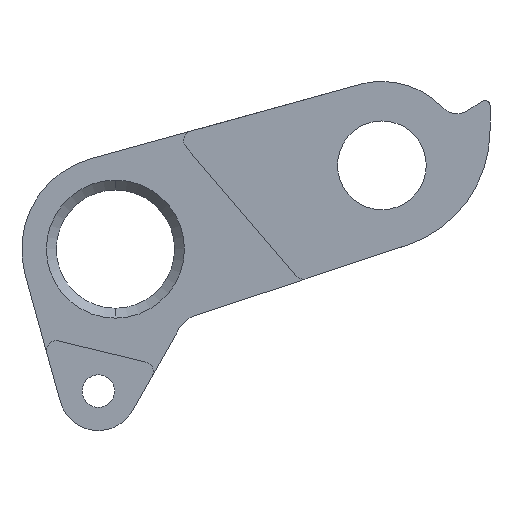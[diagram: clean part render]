
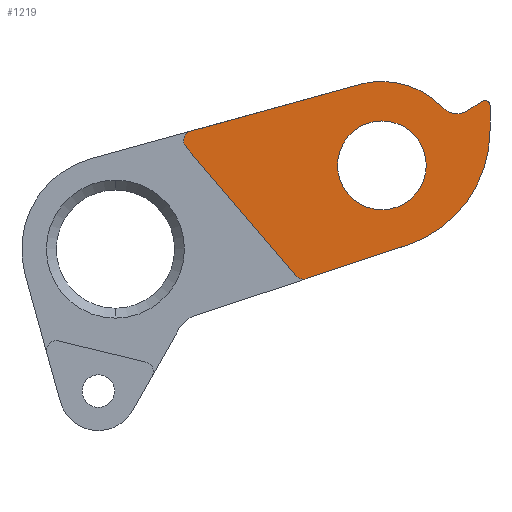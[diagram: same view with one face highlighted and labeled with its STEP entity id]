
A CAD part, left-side view. The second image highlights one B-rep face of the part: STEP entity #1219.
In plain terms, the highlighted planar face has unit normal (-1, 0, 0).
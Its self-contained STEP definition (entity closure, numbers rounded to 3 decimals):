
#8 = CARTESIAN_POINT ( 'NONE',  ( -3.9, -37.478, 14.574 ) ) ;
#28 = DIRECTION ( 'NONE',  ( 0., 0., -1. ) ) ;
#29 = ORIENTED_EDGE ( 'NONE', *, *, #989, .F. ) ;
#31 = EDGE_CURVE ( 'NONE', #1273, #468, #1280, .T. ) ;
#50 = DIRECTION ( 'NONE',  ( 0., 0., -1. ) ) ;
#51 = EDGE_CURVE ( 'NONE', #226, #308, #608, .T. ) ;
#54 = CARTESIAN_POINT ( 'NONE',  ( -3.9, -24.463, 16.608 ) ) ;
#69 = ORIENTED_EDGE ( 'NONE', *, *, #150, .T. ) ;
#73 = CARTESIAN_POINT ( 'NONE',  ( -3.9, -35.707, 14.038 ) ) ;
#85 = DIRECTION ( 'NONE',  ( 0., -0.964, 0.266 ) ) ;
#94 = VECTOR ( 'NONE', #665, 1000. ) ;
#143 = DIRECTION ( 'NONE',  ( 0., 0., -1. ) ) ;
#149 = DIRECTION ( 'NONE',  ( -1., 0., 0. ) ) ;
#150 = EDGE_CURVE ( 'NONE', #678, #1278, #1051, .T. ) ;
#175 = VECTOR ( 'NONE', #1128, 1000. ) ;
#177 = DIRECTION ( 'NONE',  ( -1., 0., 0. ) ) ;
#179 = CARTESIAN_POINT ( 'NONE',  ( -3.9, -33.182, 14.349 ) ) ;
#187 = EDGE_CURVE ( 'NONE', #929, #1278, #433, .T. ) ;
#205 = EDGE_CURVE ( 'NONE', #392, #495, #349, .T. ) ;
#210 = CIRCLE ( 'NONE', #412, 2. ) ;
#212 = DIRECTION ( 'NONE',  ( 1., 0., 0. ) ) ;
#226 = VERTEX_POINT ( 'NONE', #734 ) ;
#227 = DIRECTION ( 'NONE',  ( 0., 0., -1. ) ) ;
#235 = DIRECTION ( 'NONE',  ( -1., 0., 0. ) ) ;
#245 = CARTESIAN_POINT ( 'NONE',  ( -3.9, -27.014, 8.5 ) ) ;
#251 = CARTESIAN_POINT ( 'NONE',  ( -3.9, -25.699, 12.046 ) ) ;
#297 = CARTESIAN_POINT ( 'NONE',  ( -3.9, -24.463, 16.608 ) ) ;
#307 = CARTESIAN_POINT ( 'NONE',  ( -3.9, -25.699, 12.046 ) ) ;
#308 = VERTEX_POINT ( 'NONE', #1110 ) ;
#316 = VECTOR ( 'NONE', #573, 1000. ) ;
#323 = VERTEX_POINT ( 'NONE', #1130 ) ;
#340 = CARTESIAN_POINT ( 'NONE',  ( -3.9, -27.014, 8.5 ) ) ;
#348 = DIRECTION ( 'NONE',  ( -1., 0., 0. ) ) ;
#349 = CIRCLE ( 'NONE', #1093, 0.5 ) ;
#365 = ORIENTED_EDGE ( 'NONE', *, *, #31, .T. ) ;
#371 = CARTESIAN_POINT ( 'NONE',  ( -3.9, -6.148, 11.552 ) ) ;
#384 = ORIENTED_EDGE ( 'NONE', *, *, #745, .F. ) ;
#392 = VERTEX_POINT ( 'NONE', #1164 ) ;
#394 = DIRECTION ( 'NONE',  ( 0., 0., -1. ) ) ;
#406 = CARTESIAN_POINT ( 'NONE',  ( -3.9, -18.285, -2.693 ) ) ;
#412 = AXIS2_PLACEMENT_3D ( 'NONE', #435, #429, #754 ) ;
#416 = ORIENTED_EDGE ( 'NONE', *, *, #1018, .T. ) ;
#429 = DIRECTION ( 'NONE',  ( -1., 0., 0. ) ) ;
#430 = EDGE_CURVE ( 'NONE', #308, #226, #990, .T. ) ;
#433 = LINE ( 'NONE', #841, #175 ) ;
#435 = CARTESIAN_POINT ( 'NONE',  ( -3.9, -34.633, 15.725 ) ) ;
#445 = ORIENTED_EDGE ( 'NONE', *, *, #700, .F. ) ;
#446 = CARTESIAN_POINT ( 'NONE',  ( -3.9, -7.927, 11.006 ) ) ;
#455 = CARTESIAN_POINT ( 'NONE',  ( -3.9, -19.046, -2.044 ) ) ;
#462 = DIRECTION ( 'NONE',  ( 0., 0., -1. ) ) ;
#468 = VERTEX_POINT ( 'NONE', #548 ) ;
#469 = EDGE_CURVE ( 'NONE', #1166, #1061, #1176, .T. ) ;
#495 = VERTEX_POINT ( 'NONE', #866 ) ;
#500 = DIRECTION ( 'NONE',  ( 0., 0., -1. ) ) ;
#516 = CARTESIAN_POINT ( 'NONE',  ( -3.9, -37.209, 14.995 ) ) ;
#531 = CARTESIAN_POINT ( 'NONE',  ( -3.9, -29.565, 0.392 ) ) ;
#548 = CARTESIAN_POINT ( 'NONE',  ( -3.9, -7.166, 10.358 ) ) ;
#569 = VERTEX_POINT ( 'NONE', #179 ) ;
#573 = DIRECTION ( 'NONE',  ( 0., -0.843, 0.537 ) ) ;
#579 = CARTESIAN_POINT ( 'NONE',  ( -3.9, -27.014, 17. ) ) ;
#589 = AXIS2_PLACEMENT_3D ( 'NONE', #455, #149, #462 ) ;
#594 = LINE ( 'NONE', #1177, #316 ) ;
#603 = LINE ( 'NONE', #297, #1171 ) ;
#607 = CARTESIAN_POINT ( 'NONE',  ( -3.9, -27.014, 8.5 ) ) ;
#608 = CIRCLE ( 'NONE', #1138, 4.5 ) ;
#616 = ORIENTED_EDGE ( 'NONE', *, *, #205, .T. ) ;
#621 = ORIENTED_EDGE ( 'NONE', *, *, #430, .F. ) ;
#640 = AXIS2_PLACEMENT_3D ( 'NONE', #307, #212, #1126 ) ;
#655 = DIRECTION ( 'NONE',  ( 0., 0., 1. ) ) ;
#656 = DIRECTION ( 'NONE',  ( 1., 0., 0. ) ) ;
#665 = DIRECTION ( 'NONE',  ( 0., 0.649, 0.761 ) ) ;
#669 = AXIS2_PLACEMENT_3D ( 'NONE', #245, #656, #1059 ) ;
#670 = EDGE_CURVE ( 'NONE', #1273, #1166, #603, .T. ) ;
#674 = LINE ( 'NONE', #371, #94 ) ;
#677 = EDGE_CURVE ( 'NONE', #392, #323, #1199, .T. ) ;
#678 = VERTEX_POINT ( 'NONE', #406 ) ;
#700 = EDGE_CURVE ( 'NONE', #1288, #1304, #594, .T. ) ;
#707 = ORIENTED_EDGE ( 'NONE', *, *, #670, .F. ) ;
#734 = CARTESIAN_POINT ( 'NONE',  ( -3.9, -27.014, 4. ) ) ;
#745 = EDGE_CURVE ( 'NONE', #678, #468, #674, .T. ) ;
#754 = DIRECTION ( 'NONE',  ( 0., 0., -1. ) ) ;
#762 = ORIENTED_EDGE ( 'NONE', *, *, #469, .F. ) ;
#765 = EDGE_CURVE ( 'NONE', #1061, #569, #850, .T. ) ;
#782 = EDGE_CURVE ( 'NONE', #323, #929, #1209, .T. ) ;
#822 = AXIS2_PLACEMENT_3D ( 'NONE', #446, #1038, #227 ) ;
#841 = CARTESIAN_POINT ( 'NONE',  ( -3.9, -29.565, 0.392 ) ) ;
#850 = CIRCLE ( 'NONE', #981, 8.5 ) ;
#851 = CIRCLE ( 'NONE', #919, 0.5 ) ;
#866 = CARTESIAN_POINT ( 'NONE',  ( -3.9, -37.478, 15.074 ) ) ;
#899 = AXIS2_PLACEMENT_3D ( 'NONE', #340, #348, #1145 ) ;
#919 = AXIS2_PLACEMENT_3D ( 'NONE', #934, #937, #28 ) ;
#927 = DIRECTION ( 'NONE',  ( 1., 0., 0. ) ) ;
#929 = VERTEX_POINT ( 'NONE', #531 ) ;
#934 = CARTESIAN_POINT ( 'NONE',  ( -3.9, -37.478, 14.574 ) ) ;
#937 = DIRECTION ( 'NONE',  ( -1., 0., 0. ) ) ;
#947 = CARTESIAN_POINT ( 'NONE',  ( -3.9, -27.014, 8.5 ) ) ;
#972 = ORIENTED_EDGE ( 'NONE', *, *, #187, .F. ) ;
#981 = AXIS2_PLACEMENT_3D ( 'NONE', #607, #927, #500 ) ;
#986 = DIRECTION ( 'NONE',  ( 1., 0., 0. ) ) ;
#989 = EDGE_CURVE ( 'NONE', #569, #1288, #210, .T. ) ;
#990 = CIRCLE ( 'NONE', #899, 4.5 ) ;
#999 = CARTESIAN_POINT ( 'NONE',  ( -3.9, -19.361, -2.993 ) ) ;
#1006 = AXIS2_PLACEMENT_3D ( 'NONE', #251, #986, #143 ) ;
#1018 = EDGE_CURVE ( 'NONE', #495, #1304, #851, .T. ) ;
#1038 = DIRECTION ( 'NONE',  ( -1., 0., 0. ) ) ;
#1051 = CIRCLE ( 'NONE', #589, 1. ) ;
#1059 = DIRECTION ( 'NONE',  ( 0., 0., -1. ) ) ;
#1061 = VERTEX_POINT ( 'NONE', #579 ) ;
#1082 = FACE_OUTER_BOUND ( 'NONE', #1228, .T. ) ;
#1091 = ORIENTED_EDGE ( 'NONE', *, *, #51, .F. ) ;
#1093 = AXIS2_PLACEMENT_3D ( 'NONE', #8, #177, #50 ) ;
#1110 = CARTESIAN_POINT ( 'NONE',  ( -3.9, -27.014, 13. ) ) ;
#1126 = DIRECTION ( 'NONE',  ( 0., 0., -1. ) ) ;
#1128 = DIRECTION ( 'NONE',  ( 0., 0.949, -0.315 ) ) ;
#1130 = CARTESIAN_POINT ( 'NONE',  ( -3.9, -37.978, 12.046 ) ) ;
#1138 = AXIS2_PLACEMENT_3D ( 'NONE', #947, #235, #655 ) ;
#1145 = DIRECTION ( 'NONE',  ( 0., 0., 1. ) ) ;
#1164 = CARTESIAN_POINT ( 'NONE',  ( -3.9, -37.978, 14.574 ) ) ;
#1166 = VERTEX_POINT ( 'NONE', #54 ) ;
#1168 = PLANE ( 'NONE',  #1006 ) ;
#1171 = VECTOR ( 'NONE', #85, 1000. ) ;
#1173 = ORIENTED_EDGE ( 'NONE', *, *, #782, .F. ) ;
#1176 = CIRCLE ( 'NONE', #669, 8.5 ) ;
#1177 = CARTESIAN_POINT ( 'NONE',  ( -3.9, -35.707, 14.038 ) ) ;
#1183 = ORIENTED_EDGE ( 'NONE', *, *, #677, .F. ) ;
#1191 = FACE_BOUND ( 'NONE', #1321, .T. ) ;
#1199 = LINE ( 'NONE', #1311, #1316 ) ;
#1200 = CARTESIAN_POINT ( 'NONE',  ( -3.9, -7.661, 11.97 ) ) ;
#1209 = CIRCLE ( 'NONE', #640, 12.279 ) ;
#1219 = ADVANCED_FACE ( 'NONE', ( #1191, #1082 ), #1168, .F. ) ;
#1228 = EDGE_LOOP ( 'NONE', ( #707, #365, #384, #69, #972, #1173, #1183, #616, #416, #445, #29, #1269, #762 ) ) ;
#1269 = ORIENTED_EDGE ( 'NONE', *, *, #765, .F. ) ;
#1273 = VERTEX_POINT ( 'NONE', #1200 ) ;
#1278 = VERTEX_POINT ( 'NONE', #999 ) ;
#1280 = CIRCLE ( 'NONE', #822, 1. ) ;
#1288 = VERTEX_POINT ( 'NONE', #73 ) ;
#1304 = VERTEX_POINT ( 'NONE', #516 ) ;
#1311 = CARTESIAN_POINT ( 'NONE',  ( -3.9, -37.978, 15.485 ) ) ;
#1316 = VECTOR ( 'NONE', #394, 1000. ) ;
#1321 = EDGE_LOOP ( 'NONE', ( #621, #1091 ) ) ;
